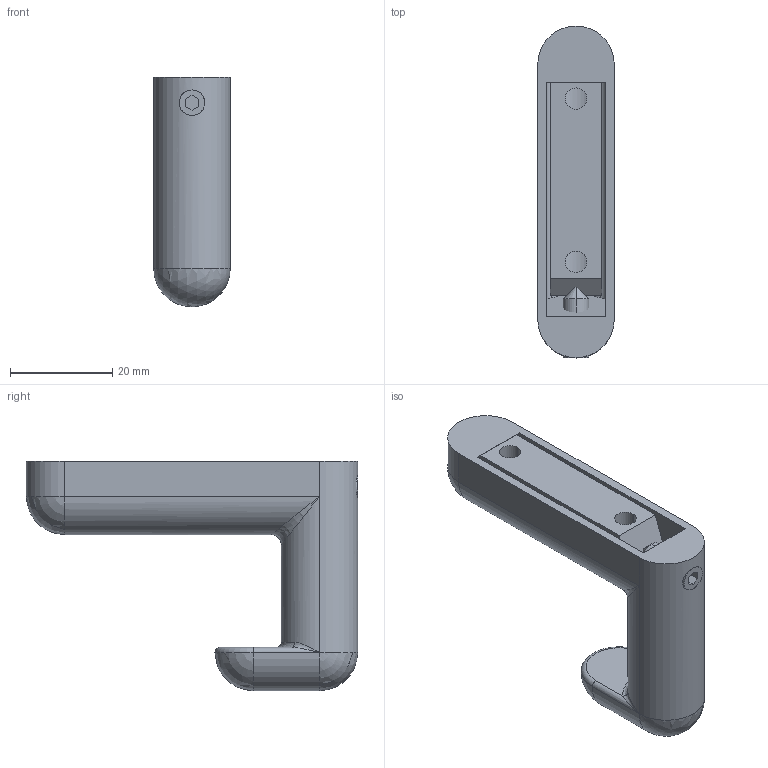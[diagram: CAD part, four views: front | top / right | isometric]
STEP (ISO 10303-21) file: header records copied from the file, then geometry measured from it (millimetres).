
FILE_DESCRIPTION(('Creo Elements/Direct Modeling STEP Export'),'2;1');
FILE_NAME('2686.stp','2025-11-19T 9:21:10',(''),(''),'Creo Elements/Direct Modeling STEP processor for AP214 (Solid Model)','Creo Elements/Direct Modeling 20.0 12-Nov-2016 (C) Parametric Technology GmbH','');
FILE_SCHEMA(('AUTOMOTIVE_DESIGN { 1 0 10303 214 1 1 1 1 }'));
Length unit declared in the file: millimetre
Products named in the file (5): ZN-12601; Montageteil; ZN-12146; D914M5X14S1.1.1; ZN-12599
Assembly tree (4 placements, depth 3):
  ZN-12599
    D914M5X14S1.1.1
    ZN-12146
      Montageteil
    ZN-12601
Bounding box: 15 x 65 x 45 mm (x, y, z)
Volume: 14084.5 mm3; surface area: 9001.2 mm2
Topology: 3 solids, 3 shells, 557 faces, 1595 edges, 1049 vertices
Faces by surface type: plane 498, cylinder 41, cone 8, bspline 6, sphere 3, torus 1
Entity records: 19163 total; most frequent: CARTESIAN_POINT 3793, DIRECTION 3516, ORIENTED_EDGE 3166, EDGE_CURVE 1583, AXIS2_PLACEMENT_3D 1432, VERTEX_POINT 1049, ELLIPSE 781, VECTOR 652
